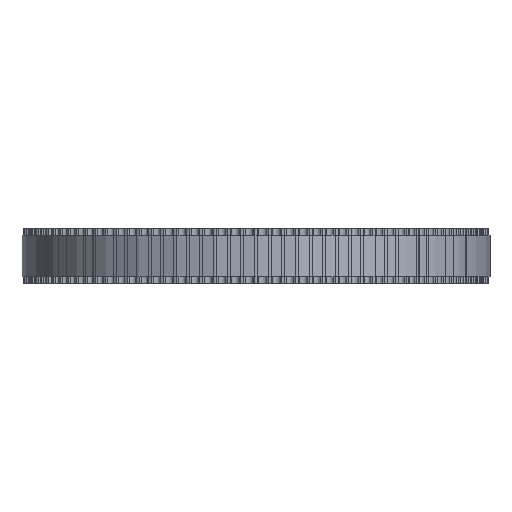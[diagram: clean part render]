
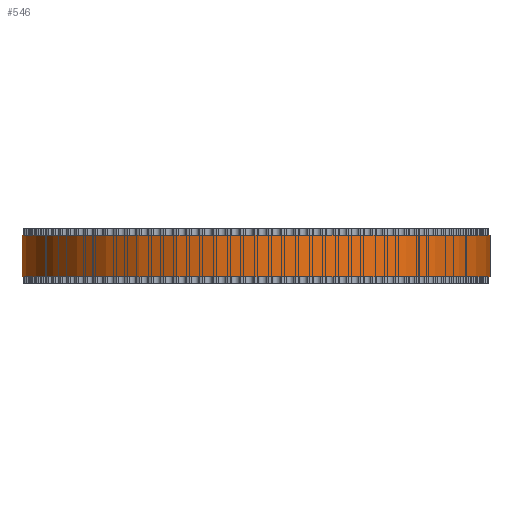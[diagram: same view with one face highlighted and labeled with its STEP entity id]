
A CAD part, front view. The second image highlights one B-rep face of the part: STEP entity #546.
In plain terms, the highlighted cylindrical face has radius 33.741 mm (diameter 67.482 mm), a full revolution.
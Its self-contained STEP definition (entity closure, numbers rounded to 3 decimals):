
#97=FACE_BOUND('',#1824,.T.);
#98=FACE_BOUND('',#1825,.T.);
#546=ADVANCED_FACE('',(#97,#98),#971,.T.);
#971=CYLINDRICAL_SURFACE('',#9471,33.741);
#1824=EDGE_LOOP('',(#5218));
#1825=EDGE_LOOP('',(#5219));
#5218=ORIENTED_EDGE('',*,*,#7342,.T.);
#5219=ORIENTED_EDGE('',*,*,#7343,.T.);
#6068=VERTEX_POINT('',#15000);
#6069=VERTEX_POINT('',#15002);
#7342=EDGE_CURVE('',#6068,#6068,#8192,.T.);
#7343=EDGE_CURVE('',#6069,#6069,#8193,.T.);
#8192=CIRCLE('',#9469,33.741);
#8193=CIRCLE('',#9470,33.741);
#9469=AXIS2_PLACEMENT_3D('',#14999,#12446,#12447);
#9470=AXIS2_PLACEMENT_3D('',#15001,#12448,#12449);
#9471=AXIS2_PLACEMENT_3D('',#15003,#12450,#12451);
#12446=DIRECTION('',(0.,0.,1.));
#12447=DIRECTION('',(1.,0.,0.));
#12448=DIRECTION('',(0.,0.,-1.));
#12449=DIRECTION('',(1.,0.,0.));
#12450=DIRECTION('',(0.,0.,1.));
#12451=DIRECTION('',(1.,0.,0.));
#14999=CARTESIAN_POINT('',(0.,0.,1.));
#15000=CARTESIAN_POINT('',(33.741,0.,1.));
#15001=CARTESIAN_POINT('',(0.,0.,7.));
#15002=CARTESIAN_POINT('',(33.741,0.,7.));
#15003=CARTESIAN_POINT('',(0.,0.,1.));
